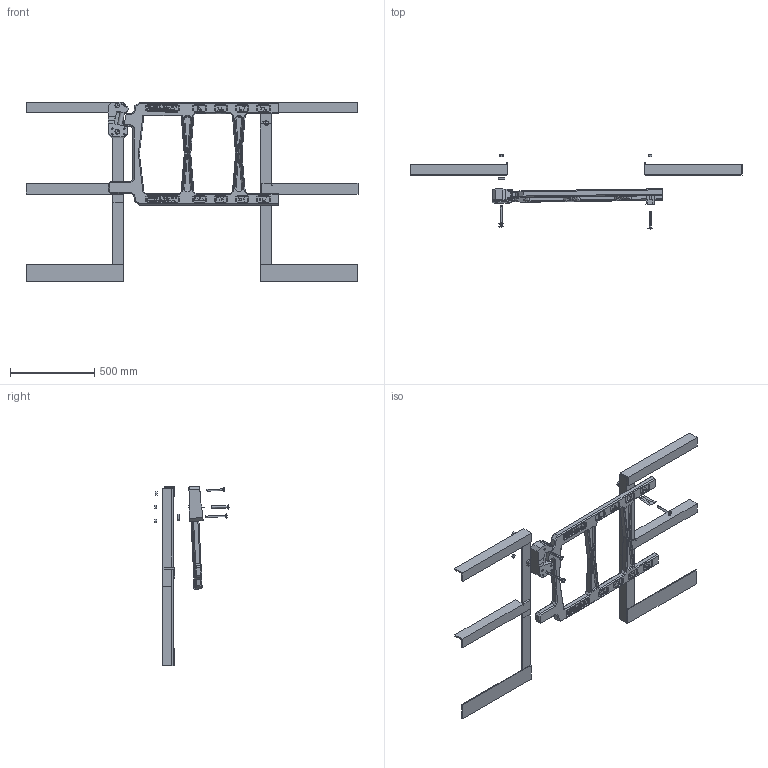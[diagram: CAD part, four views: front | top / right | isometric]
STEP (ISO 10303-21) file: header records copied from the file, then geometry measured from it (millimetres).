
FILE_DESCRIPTION(/* description */ (''),/* implementation_level */ '2;1');
FILE_NAME(/* name */ 'UDG-32_Angle_Guardrail',/* time_stamp */ '2013-09-09T07:24:49-05:00',/* author */ (''),/* organization */ (''),/* preprocessor_version */ 'ST-DEVELOPER v10',/* originating_system */ '',/* authorisation */ '');
FILE_SCHEMA (('CONFIG_CONTROL_DESIGN'));
Products named in the file (1): 1
Bounding box: 1973.05 x 441.57 x 1067.11 mm (x, y, z)
Volume: 5835492 mm3; surface area: 2287412.9 mm2
Topology: 240 solids, 247 shells, 3291 faces, 7780 edges, 4994 vertices
Faces by surface type: bspline 3291
Entity records: 124061 total; most frequent: CARTESIAN_POINT 75692, ORIENTED_EDGE 15482, EDGE_CURVE 7770, B_SPLINE_CURVE_WITH_KNOTS 6543, VERTEX_POINT 4992, EDGE_LOOP 3474, ADVANCED_FACE 3291, FACE_OUTER_BOUND 3291
